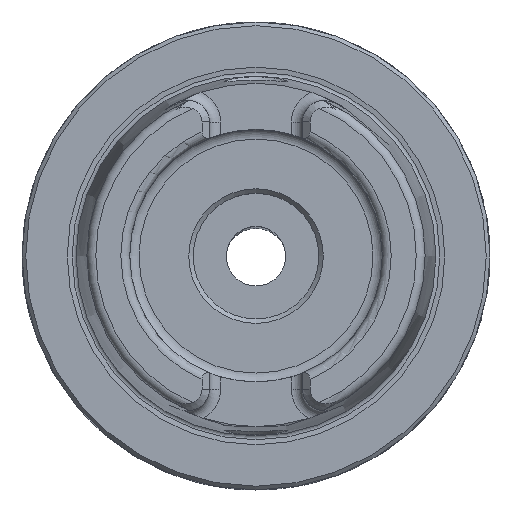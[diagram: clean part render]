
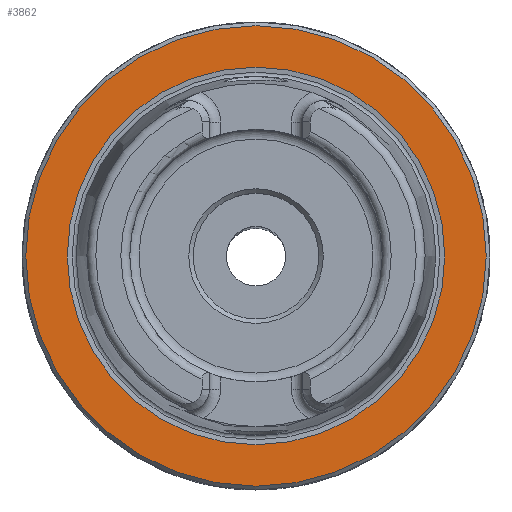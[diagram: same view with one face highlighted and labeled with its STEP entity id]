
A CAD part, top view. The second image highlights one B-rep face of the part: STEP entity #3862.
In plain terms, the highlighted planar face has unit normal (0, 0, 1).
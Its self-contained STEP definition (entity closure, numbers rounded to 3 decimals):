
#597=ORIENTED_EDGE('',*,*,#1241,.F.);
#598=ORIENTED_EDGE('',*,*,#1240,.T.);
#1240=EDGE_CURVE('',#1568,#1568,#1763,.T.);
#1241=EDGE_CURVE('',#1569,#1569,#1764,.T.);
#1568=VERTEX_POINT('',#5854);
#1569=VERTEX_POINT('',#5857);
#1763=CIRCLE('',#4129,31.);
#1764=CIRCLE('',#4131,25.418);
#1950=EDGE_LOOP('',(#597));
#1951=EDGE_LOOP('',(#598));
#2243=FACE_BOUND('',#1950,.T.);
#2244=FACE_BOUND('',#1951,.T.);
#2456=PLANE('',#4130);
#3862=ADVANCED_FACE('',(#2243,#2244),#2456,.T.);
#4129=AXIS2_PLACEMENT_3D('',#5853,#4632,#4633);
#4130=AXIS2_PLACEMENT_3D('',#5855,#4634,#4635);
#4131=AXIS2_PLACEMENT_3D('',#5856,#4636,#4637);
#4632=DIRECTION('',(0.,0.,1.));
#4633=DIRECTION('',(1.,0.,0.));
#4634=DIRECTION('',(0.,0.,1.));
#4635=DIRECTION('',(1.,0.,0.));
#4636=DIRECTION('',(0.,0.,1.));
#4637=DIRECTION('',(1.,0.,0.));
#5853=CARTESIAN_POINT('',(0.,0.,0.));
#5854=CARTESIAN_POINT('',(31.,0.,0.));
#5855=CARTESIAN_POINT('',(31.,0.,0.));
#5856=CARTESIAN_POINT('',(0.,0.,0.));
#5857=CARTESIAN_POINT('',(25.418,0.,0.));
